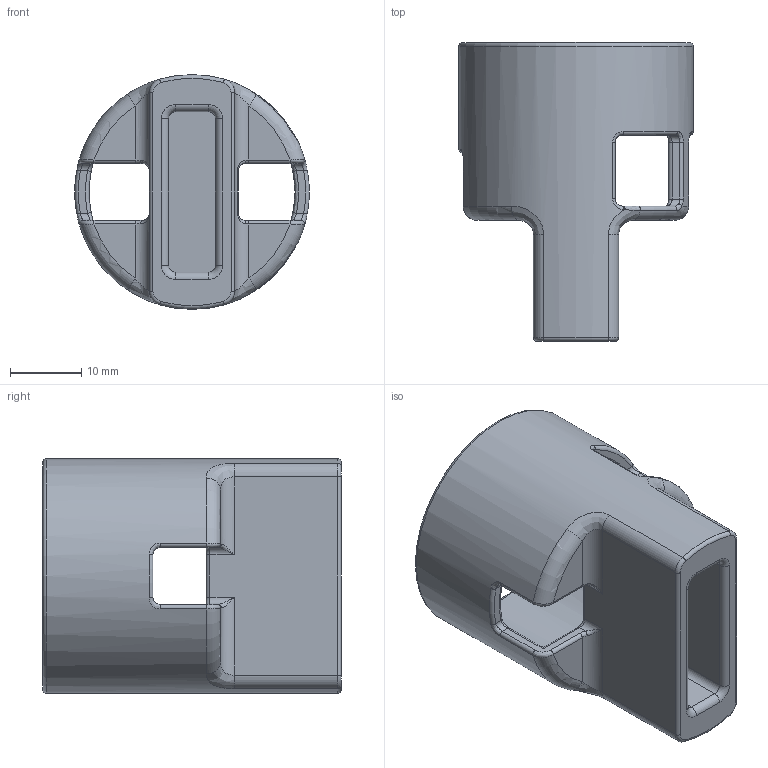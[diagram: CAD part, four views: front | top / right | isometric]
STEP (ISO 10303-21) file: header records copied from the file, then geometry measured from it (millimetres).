
FILE_DESCRIPTION(/* description */ (''),/* implementation_level */ '2;1');
FILE_NAME(/* name */ 'Encaje motor_V5_x1.stp',/* time_stamp */ '2025-01-16T15:47:56Z',/* author */ ('patri'),/* organization */ (''),/* preprocessor_version */ 'ST-DEVELOPER v19.2',/* originating_system */ 'Autodesk Inventor 2024',/* authorisation */ '');
FILE_SCHEMA (('AUTOMOTIVE_DESIGN { 1 0 10303 214 3 1 1 }'));
Length unit declared in the file: millimetre
Products named in the file (1): Encaje motor_V4_x1
Bounding box: 33 x 42 x 33 mm (x, y, z)
Volume: 9773.3 mm3; surface area: 7652.6 mm2
Topology: 1 solids, 1 shells, 167 faces, 410 edges, 238 vertices
Faces by surface type: cylinder 63, bspline 40, torus 36, plane 28
Full cylindrical faces by diameter (mm): 8 x1, 29 x1, 33 x1
Entity records: 6325 total; most frequent: CARTESIAN_POINT 2518, ORIENTED_EDGE 816, DIRECTION 768, EDGE_CURVE 408, AXIS2_PLACEMENT_3D 320, VERTEX_POINT 238, CIRCLE 188, EDGE_LOOP 170
